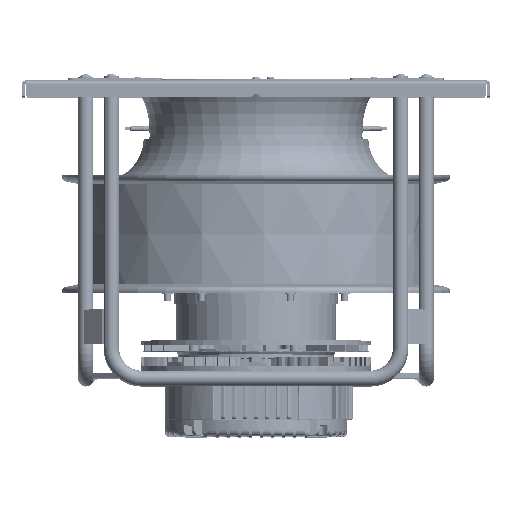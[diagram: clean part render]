
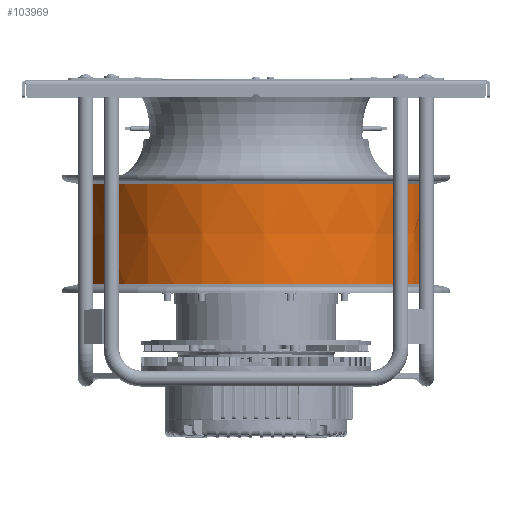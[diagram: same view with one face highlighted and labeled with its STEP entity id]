
A CAD part, top view. The second image highlights one B-rep face of the part: STEP entity #103969.
In plain terms, the highlighted conical face has half-angle 0.44 degrees and reference radius 209.15 mm.
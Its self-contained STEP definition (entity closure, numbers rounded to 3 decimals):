
#102725=CARTESIAN_POINT('',(0.,0.,0.));
#102726=DIRECTION('',(0.,1.,0.));
#102727=DIRECTION('',(-1.,0.,0.));
#102728=AXIS2_PLACEMENT_3D('',#102725,#102726,#102727);
#103113=CARTESIAN_POINT('',(0.,118.022,0.));
#103114=DIRECTION('',(0.,1.,0.));
#103115=DIRECTION('',(-1.,0.,0.));
#103116=AXIS2_PLACEMENT_3D('',#103113,#103114,#103115);
#103118=DIRECTION('',(-0.008,-1.,0.));
#103119=VECTOR('',#103118,118.018);
#103120=CARTESIAN_POINT('',(209.603,118.015,
0.));
#103121=LINE('',#103120,#103119);
#103127=DIRECTION('',(0.008,-1.,0.));
#103128=VECTOR('',#103127,118.018);
#103129=CARTESIAN_POINT('',(-209.603,118.015,
0.));
#103130=LINE('',#103129,#103128);
#103331=CARTESIAN_POINT('',(-209.603,118.022,0.));
#103332=CARTESIAN_POINT('',(209.603,118.022,
0.));
#103333=VERTEX_POINT('',#103331);
#103334=VERTEX_POINT('',#103332);
#103335=CARTESIAN_POINT('',(-208.697,0.,
0.));
#103336=CARTESIAN_POINT('',(208.697,0.,0.));
#103337=VERTEX_POINT('',#103335);
#103338=VERTEX_POINT('',#103336);
#103955=CARTESIAN_POINT('',(0.,59.011,0.));
#103956=DIRECTION('',(0.,1.,0.));
#103957=DIRECTION('',(1.,0.,0.));
#103958=AXIS2_PLACEMENT_3D('',#103955,#103956,#103957);
#103959=CONICAL_SURFACE('',#103958,209.15,0.44);
#103960=ORIENTED_EDGE('',*,*,#103378,.F.);
#103962=ORIENTED_EDGE('',*,*,#103961,.F.);
#103964=ORIENTED_EDGE('',*,*,#103963,.T.);
#103966=ORIENTED_EDGE('',*,*,#103965,.T.);
#103967=EDGE_LOOP('',(#103960,#103962,#103964,#103966));
#103968=FACE_OUTER_BOUND('',#103967,.F.);
#103969=ADVANCED_FACE('',(#103968),#103959,.T.);
#102729=CIRCLE('',#102728,208.697);
#103117=CIRCLE('',#103116,209.603);
#103378=EDGE_CURVE('',#103337,#103338,#102729,.T.);
#103961=EDGE_CURVE('',#103333,#103337,#103130,.T.);
#103963=EDGE_CURVE('',#103333,#103334,#103117,.T.);
#103965=EDGE_CURVE('',#103334,#103338,#103121,.T.);
